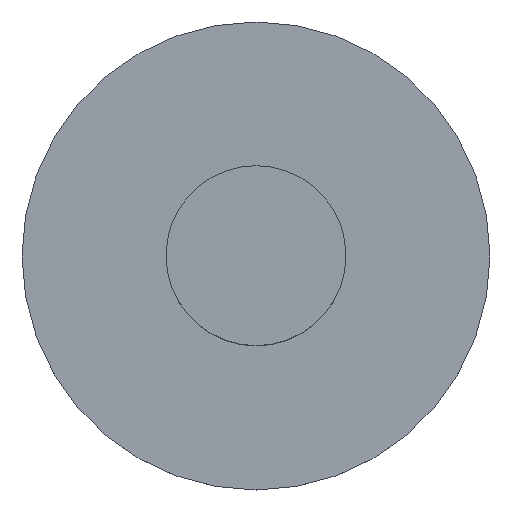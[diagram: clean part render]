
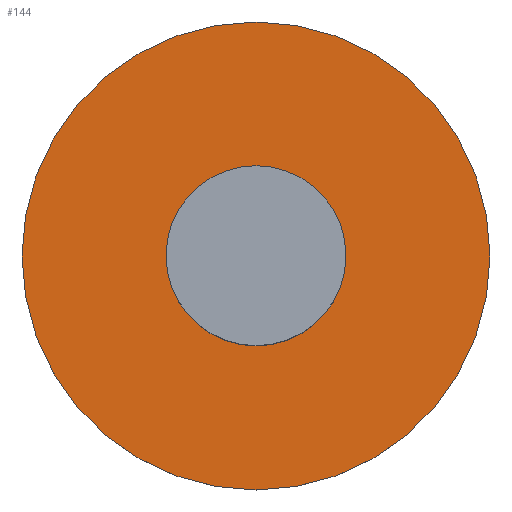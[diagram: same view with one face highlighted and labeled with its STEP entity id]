
A CAD part, top view. The second image highlights one B-rep face of the part: STEP entity #144.
In plain terms, the highlighted planar face has unit normal (0, 0, 1).
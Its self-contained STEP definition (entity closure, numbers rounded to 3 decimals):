
#1 = DIRECTION ( 'NONE',  ( 1., 0., 0. ) ) ;
#6 = EDGE_CURVE ( 'NONE', #14, #96, #179, .T. ) ;
#7 = DIRECTION ( 'NONE',  ( 1., 0., 0. ) ) ;
#11 = DIRECTION ( 'NONE',  ( 0., 0., -1. ) ) ;
#14 = VERTEX_POINT ( 'NONE', #186 ) ;
#24 = CIRCLE ( 'NONE', #111, 1.5 ) ;
#32 = CARTESIAN_POINT ( 'NONE',  ( -3.9, 0., 1.2 ) ) ;
#33 = DIRECTION ( 'NONE',  ( 1., 0., 0. ) ) ;
#35 = AXIS2_PLACEMENT_3D ( 'NONE', #133, #301, #1 ) ;
#37 = CIRCLE ( 'NONE', #35, 3.9 ) ;
#38 = EDGE_CURVE ( 'NONE', #230, #318, #43, .T. ) ;
#43 = CIRCLE ( 'NONE', #95, 3.9 ) ;
#54 = ORIENTED_EDGE ( 'NONE', *, *, #238, .F. ) ;
#64 = DIRECTION ( 'NONE',  ( 1., 0., 0. ) ) ;
#69 = DIRECTION ( 'NONE',  ( 0., 0., 1. ) ) ;
#74 = CARTESIAN_POINT ( 'NONE',  ( 0., 0., 1.2 ) ) ;
#80 = ORIENTED_EDGE ( 'NONE', *, *, #6, .T. ) ;
#84 = EDGE_CURVE ( 'NONE', #96, #14, #24, .T. ) ;
#95 = AXIS2_PLACEMENT_3D ( 'NONE', #258, #11, #33 ) ;
#96 = VERTEX_POINT ( 'NONE', #270 ) ;
#111 = AXIS2_PLACEMENT_3D ( 'NONE', #299, #206, #64 ) ;
#133 = CARTESIAN_POINT ( 'NONE',  ( 0., 0., 1.2 ) ) ;
#144 = ADVANCED_FACE ( 'NONE', ( #219, #237 ), #177, .T. ) ;
#145 = AXIS2_PLACEMENT_3D ( 'NONE', #74, #69, #155 ) ;
#152 = ORIENTED_EDGE ( 'NONE', *, *, #84, .T. ) ;
#153 = EDGE_LOOP ( 'NONE', ( #80, #152 ) ) ;
#155 = DIRECTION ( 'NONE',  ( 1., 0., 0. ) ) ;
#177 = PLANE ( 'NONE',  #145 ) ;
#179 = CIRCLE ( 'NONE', #250, 1.5 ) ;
#186 = CARTESIAN_POINT ( 'NONE',  ( 1.5, 0., 1.2 ) ) ;
#187 = EDGE_LOOP ( 'NONE', ( #267, #54 ) ) ;
#206 = DIRECTION ( 'NONE',  ( 0., 0., -1. ) ) ;
#212 = DIRECTION ( 'NONE',  ( 0., 0., -1. ) ) ;
#219 = FACE_BOUND ( 'NONE', #153, .T. ) ;
#230 = VERTEX_POINT ( 'NONE', #327 ) ;
#237 = FACE_OUTER_BOUND ( 'NONE', #187, .T. ) ;
#238 = EDGE_CURVE ( 'NONE', #318, #230, #37, .T. ) ;
#250 = AXIS2_PLACEMENT_3D ( 'NONE', #260, #212, #7 ) ;
#258 = CARTESIAN_POINT ( 'NONE',  ( 0., 0., 1.2 ) ) ;
#260 = CARTESIAN_POINT ( 'NONE',  ( 0., 0., 1.2 ) ) ;
#267 = ORIENTED_EDGE ( 'NONE', *, *, #38, .F. ) ;
#270 = CARTESIAN_POINT ( 'NONE',  ( -1.5, 0., 1.2 ) ) ;
#299 = CARTESIAN_POINT ( 'NONE',  ( 0., 0., 1.2 ) ) ;
#301 = DIRECTION ( 'NONE',  ( 0., 0., -1. ) ) ;
#318 = VERTEX_POINT ( 'NONE', #32 ) ;
#327 = CARTESIAN_POINT ( 'NONE',  ( 3.9, 0., 1.2 ) ) ;
